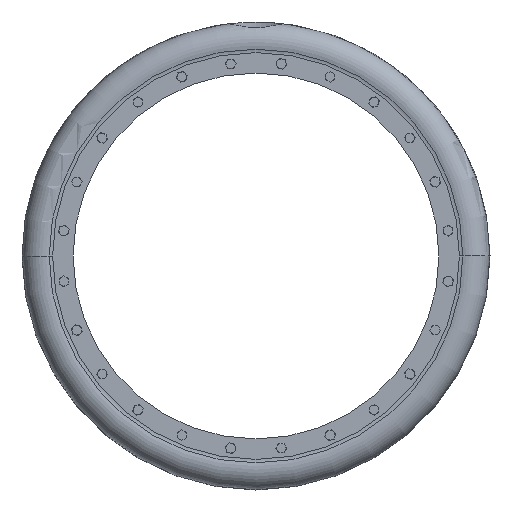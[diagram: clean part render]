
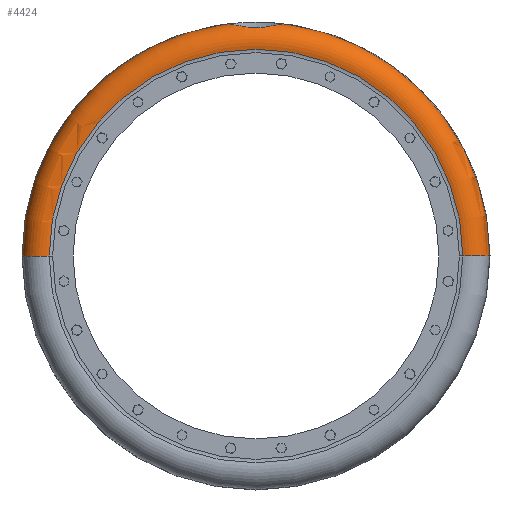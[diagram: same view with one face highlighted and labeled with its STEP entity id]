
A CAD part, front view. The second image highlights one B-rep face of the part: STEP entity #4424.
In plain terms, the highlighted toroidal (fillet/blend) face has major radius 291.037 mm and minor radius 28 mm.
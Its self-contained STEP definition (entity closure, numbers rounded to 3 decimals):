
#18 = B_SPLINE_CURVE_WITH_KNOTS ( 'NONE', 3,
 ( #19507, #19838, #19502, #19501, #19500, #19498, #19427, #19497, #19496, #19425, #19495, #19494, #19424, #19467, #19511, #19510, #19423, #19660, #19606, #19605, #19604, #19603, #19602, #19601, #19600, #19599, #19598, #19597, #19596, #19595, #19594, #19593, #19592, #19591, #19590, #19589, #19588, #19587, #19586, #19585, #19584, #19583, #19582, #19581 ),
 .UNSPECIFIED., .F., .F.,
 ( 4, 2, 2, 2, 2, 2, 2, 2, 2, 2, 2, 2, 2, 2, 2, 2, 2, 2, 2, 2, 2, 4 ),
 ( 0., 0.006, 0.012, 0.015, 0.018, 0.024, 0.029, 0.032, 0.035, 0.041, 0.047, 0.05, 0.053, 0.059, 0.065, 0.068, 0.071, 0.076, 0.082, 0.085, 0.088, 0.094 ),
 .UNSPECIFIED. ) ;
#2383 = TOROIDAL_SURFACE ( 'NONE', #11903, 291.037, 28. ) ;
#2408 = FACE_OUTER_BOUND ( 'NONE', #7297, .T. ) ;
#3482 = CARTESIAN_POINT ( 'NONE',  ( 0., 16., 0. ) ) ;
#3483 = DIRECTION ( 'NONE',  ( 0., 1., 0. ) ) ;
#3514 = DIRECTION ( 'NONE',  ( -1., 0., 0. ) ) ;
#4424 = ADVANCED_FACE ( 'NONE', ( #2408 ), #2383, .T. ) ;
#5521 = CARTESIAN_POINT ( 'NONE',  ( 319.037, 16.111, 0. ) ) ;
#5867 = EDGE_CURVE ( 'NONE', #11028, #11021, #23897, .T. ) ;
#5878 = EDGE_CURVE ( 'NONE', #11028, #11030, #23904, .T. ) ;
#5882 = EDGE_CURVE ( 'NONE', #11016, #11103, #23907, .T. ) ;
#5902 = EDGE_CURVE ( 'NONE', #11030, #11084, #23914, .T. ) ;
#5909 = EDGE_CURVE ( 'NONE', #11084, #11016, #18, .T. ) ;
#5974 = EDGE_CURVE ( 'NONE', #11021, #11103, #23941, .T. ) ;
#6253 = CARTESIAN_POINT ( 'NONE',  ( -41.417, 16.111, 316.337 ) ) ;
#7297 = EDGE_LOOP ( 'NONE', ( #22503, #22505, #22507, #22509, #22511, #22513 ) ) ;
#10595 = CARTESIAN_POINT ( 'NONE',  ( 41.417, 16.111, 316.337 ) ) ;
#10600 = CARTESIAN_POINT ( 'NONE',  ( 282.643, -10.712, 0. ) ) ;
#10607 = CARTESIAN_POINT ( 'NONE',  ( -282.643, -10.712, 0. ) ) ;
#10609 = CARTESIAN_POINT ( 'NONE',  ( -319.037, 16.111, 0. ) ) ;
#11016 = VERTEX_POINT ( 'NONE', #10595 ) ;
#11021 = VERTEX_POINT ( 'NONE', #10600 ) ;
#11028 = VERTEX_POINT ( 'NONE', #10607 ) ;
#11030 = VERTEX_POINT ( 'NONE', #10609 ) ;
#11084 = VERTEX_POINT ( 'NONE', #6253 ) ;
#11103 = VERTEX_POINT ( 'NONE', #5521 ) ;
#11903 = AXIS2_PLACEMENT_3D ( 'NONE', #3482, #3483, #3514 ) ;
#15086 = AXIS2_PLACEMENT_3D ( 'NONE', #19846, #19694, #19697 ) ;
#15118 = AXIS2_PLACEMENT_3D ( 'NONE', #19784, #19781, #19780 ) ;
#15138 = AXIS2_PLACEMENT_3D ( 'NONE', #19776, #19883, #19435 ) ;
#15143 = AXIS2_PLACEMENT_3D ( 'NONE', #19773, #19434, #19767 ) ;
#15296 = AXIS2_PLACEMENT_3D ( 'NONE', #19252, #19251, #19250 ) ;
#19250 = DIRECTION ( 'NONE',  ( 1., 0., 0. ) ) ;
#19251 = DIRECTION ( 'NONE',  ( 0., 0., 1. ) ) ;
#19252 = CARTESIAN_POINT ( 'NONE',  ( 291.037, 16., 0. ) ) ;
#19423 = CARTESIAN_POINT ( 'NONE',  ( -12.631, -1.239, 312.849 ) ) ;
#19424 = CARTESIAN_POINT ( 'NONE',  ( -19.165, 0.711, 313.926 ) ) ;
#19425 = CARTESIAN_POINT ( 'NONE',  ( -26.192, 3.898, 315.227 ) ) ;
#19427 = CARTESIAN_POINT ( 'NONE',  ( -31.178, 6.98, 316.017 ) ) ;
#19434 = DIRECTION ( 'NONE',  ( 0., 1., 0. ) ) ;
#19435 = DIRECTION ( 'NONE',  ( -1., 0., 0. ) ) ;
#19467 = CARTESIAN_POINT ( 'NONE',  ( -16.403, -0.206, 313.446 ) ) ;
#19494 = CARTESIAN_POINT ( 'NONE',  ( -20.962, 1.415, 314.262 ) ) ;
#19495 = CARTESIAN_POINT ( 'NONE',  ( -24.475, 3.008, 314.912 ) ) ;
#19496 = CARTESIAN_POINT ( 'NONE',  ( -28.709, 5.377, 315.647 ) ) ;
#19497 = CARTESIAN_POINT ( 'NONE',  ( -29.538, 5.895, 315.778 ) ) ;
#19498 = CARTESIAN_POINT ( 'NONE',  ( -31.985, 7.546, 316.124 ) ) ;
#19500 = CARTESIAN_POINT ( 'NONE',  ( -34.35, 9.301, 316.395 ) ) ;
#19501 = CARTESIAN_POINT ( 'NONE',  ( -35.858, 10.55, 316.513 ) ) ;
#19502 = CARTESIAN_POINT ( 'NONE',  ( -38.739, 13.209, 316.571 ) ) ;
#19507 = CARTESIAN_POINT ( 'NONE',  ( -41.417, 16.111, 316.337 ) ) ;
#19510 = CARTESIAN_POINT ( 'NONE',  ( -13.582, -1.006, 312.99 ) ) ;
#19511 = CARTESIAN_POINT ( 'NONE',  ( -15.471, -0.488, 313.289 ) ) ;
#19581 = CARTESIAN_POINT ( 'NONE',  ( 41.417, 16.111, 316.337 ) ) ;
#19582 = CARTESIAN_POINT ( 'NONE',  ( 40.112, 14.618, 316.514 ) ) ;
#19583 = CARTESIAN_POINT ( 'NONE',  ( 38.733, 13.202, 316.572 ) ) ;
#19584 = CARTESIAN_POINT ( 'NONE',  ( 36.553, 11.192, 316.526 ) ) ;
#19585 = CARTESIAN_POINT ( 'NONE',  ( 35.807, 10.541, 316.489 ) ) ;
#19586 = CARTESIAN_POINT ( 'NONE',  ( 34.279, 9.278, 316.375 ) ) ;
#19587 = CARTESIAN_POINT ( 'NONE',  ( 33.499, 8.668, 316.298 ) ) ;
#19588 = CARTESIAN_POINT ( 'NONE',  ( 31.13, 6.915, 316.024 ) ) ;
#19589 = CARTESIAN_POINT ( 'NONE',  ( 29.504, 5.843, 315.78 ) ) ;
#19590 = CARTESIAN_POINT ( 'NONE',  ( 26.159, 3.881, 315.221 ) ) ;
#19591 = CARTESIAN_POINT ( 'NONE',  ( 24.44, 2.99, 314.906 ) ) ;
#19592 = CARTESIAN_POINT ( 'NONE',  ( 21.786, 1.789, 314.414 ) ) ;
#19593 = CARTESIAN_POINT ( 'NONE',  ( 20.889, 1.412, 314.248 ) ) ;
#19594 = CARTESIAN_POINT ( 'NONE',  ( 19.068, 0.702, 313.915 ) ) ;
#19595 = CARTESIAN_POINT ( 'NONE',  ( 18.149, 0.372, 313.749 ) ) ;
#19596 = CARTESIAN_POINT ( 'NONE',  ( 15.377, -0.543, 313.268 ) ) ;
#19597 = CARTESIAN_POINT ( 'NONE',  ( 13.504, -1.052, 312.966 ) ) ;
#19598 = CARTESIAN_POINT ( 'NONE',  ( 9.7, -1.873, 312.452 ) ) ;
#19599 = CARTESIAN_POINT ( 'NONE',  ( 7.77, -2.184, 312.24 ) ) ;
#19600 = CARTESIAN_POINT ( 'NONE',  ( 4.826, -2.497, 312.022 ) ) ;
#19601 = CARTESIAN_POINT ( 'NONE',  ( 3.834, -2.575, 311.966 ) ) ;
#19602 = CARTESIAN_POINT ( 'NONE',  ( 1.863, -2.677, 311.893 ) ) ;
#19603 = CARTESIAN_POINT ( 'NONE',  ( 0.881, -2.702, 311.876 ) ) ;
#19604 = CARTESIAN_POINT ( 'NONE',  ( -2.054, -2.696, 311.879 ) ) ;
#19605 = CARTESIAN_POINT ( 'NONE',  ( -3.997, -2.589, 311.958 ) ) ;
#19606 = CARTESIAN_POINT ( 'NONE',  ( -7.857, -2.171, 312.249 ) ) ;
#19660 = CARTESIAN_POINT ( 'NONE',  ( -9.774, -1.86, 312.461 ) ) ;
#19694 = DIRECTION ( 'NONE',  ( 0., 1., 0. ) ) ;
#19697 = DIRECTION ( 'NONE',  ( -1., 0., 0. ) ) ;
#19767 = DIRECTION ( 'NONE',  ( -1., 0., 0. ) ) ;
#19773 = CARTESIAN_POINT ( 'NONE',  ( 0., 16.111, 0. ) ) ;
#19776 = CARTESIAN_POINT ( 'NONE',  ( -291.037, 16., 0. ) ) ;
#19780 = DIRECTION ( 'NONE',  ( -1., 0., 0. ) ) ;
#19781 = DIRECTION ( 'NONE',  ( 0., 1., 0. ) ) ;
#19784 = CARTESIAN_POINT ( 'NONE',  ( 0., -10.712, 0. ) ) ;
#19838 = CARTESIAN_POINT ( 'NONE',  ( -40.112, 14.618, 316.513 ) ) ;
#19846 = CARTESIAN_POINT ( 'NONE',  ( 0., 16.111, 0. ) ) ;
#19883 = DIRECTION ( 'NONE',  ( 0., 0., -1. ) ) ;
#22503 = ORIENTED_EDGE ( 'NONE', *, *, #5867, .T. ) ;
#22505 = ORIENTED_EDGE ( 'NONE', *, *, #5974, .T. ) ;
#22507 = ORIENTED_EDGE ( 'NONE', *, *, #5882, .F. ) ;
#22509 = ORIENTED_EDGE ( 'NONE', *, *, #5909, .F. ) ;
#22511 = ORIENTED_EDGE ( 'NONE', *, *, #5902, .F. ) ;
#22513 = ORIENTED_EDGE ( 'NONE', *, *, #5878, .F. ) ;
#23897 = CIRCLE ( 'NONE', #15118, 282.643 ) ;
#23904 = CIRCLE ( 'NONE', #15138, 28. ) ;
#23907 = CIRCLE ( 'NONE', #15143, 319.037 ) ;
#23914 = CIRCLE ( 'NONE', #15086, 319.037 ) ;
#23941 = CIRCLE ( 'NONE', #15296, 28. ) ;
